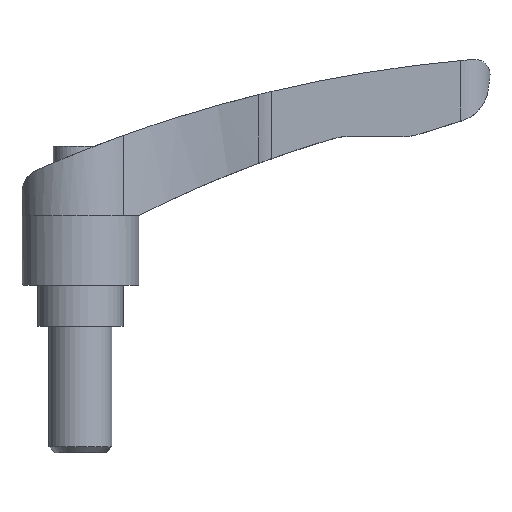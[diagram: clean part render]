
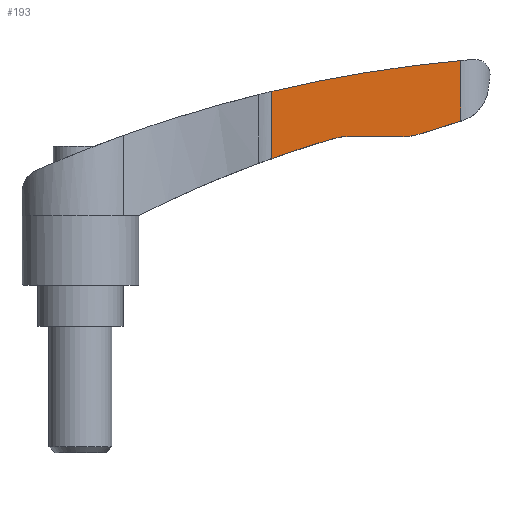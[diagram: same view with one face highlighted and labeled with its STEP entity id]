
A CAD part, top view. The second image highlights one B-rep face of the part: STEP entity #193.
In plain terms, the highlighted planar face has unit normal (0.036, 0, 0.999).
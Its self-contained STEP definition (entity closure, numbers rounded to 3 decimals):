
#193 = ADVANCED_FACE( '', ( #396 ), #397, .F. );
#396 = FACE_OUTER_BOUND( '', #590, .T. );
#397 = PLANE( '', #591 );
#590 = EDGE_LOOP( '', ( #1071, #1072, #1073, #1074, #1075, #1076, #1077, #1078, #1079 ) );
#591 = AXIS2_PLACEMENT_3D( '', #1080, #1081, #1082 );
#1071 = ORIENTED_EDGE( '', *, *, #1146, .T. );
#1072 = ORIENTED_EDGE( '', *, *, #1262, .T. );
#1073 = ORIENTED_EDGE( '', *, *, #1174, .F. );
#1074 = ORIENTED_EDGE( '', *, *, #1266, .F. );
#1075 = ORIENTED_EDGE( '', *, *, #1268, .T. );
#1076 = ORIENTED_EDGE( '', *, *, #1155, .F. );
#1077 = ORIENTED_EDGE( '', *, *, #1101, .F. );
#1078 = ORIENTED_EDGE( '', *, *, #1255, .T. );
#1079 = ORIENTED_EDGE( '', *, *, #1260, .F. );
#1080 = CARTESIAN_POINT( '', ( 30.347, 71., 5.831 ) );
#1081 = DIRECTION( '', ( -0.036, 0., -0.999 ) );
#1082 = DIRECTION( '', ( -0.999, 0., 0.036 ) );
#1101 = EDGE_CURVE( '', #1303, #1304, #1305, .F. );
#1146 = EDGE_CURVE( '', #1374, #1379, #1381, .F. );
#1155 = EDGE_CURVE( '', #1304, #1396, #1397, .F. );
#1174 = EDGE_CURVE( '', #1428, #1430, #1431, .T. );
#1255 = EDGE_CURVE( '', #1303, #1532, #1534, .T. );
#1260 = EDGE_CURVE( '', #1374, #1532, #1539, .T. );
#1262 = EDGE_CURVE( '', #1379, #1430, #1541, .T. );
#1266 = EDGE_CURVE( '', #1544, #1428, #1546, .T. );
#1268 = EDGE_CURVE( '', #1544, #1396, #1548, .T. );
#1303 = VERTEX_POINT( '', #1585 );
#1304 = VERTEX_POINT( '', #1586 );
#1305 = ELLIPSE( '', #1587, 6.985, 6.98 );
#1374 = VERTEX_POINT( '', #1746 );
#1379 = VERTEX_POINT( '', #1752 );
#1381 = ELLIPSE( '', #1755, 9.166, 9.16 );
#1396 = VERTEX_POINT( '', #1779 );
#1397 = ELLIPSE( '', #1780, 175.384, 175.27 );
#1428 = VERTEX_POINT( '', #1843 );
#1430 = VERTEX_POINT( '', #1850 );
#1431 = LINE( '', #1851, #1852 );
#1532 = VERTEX_POINT( '', #2140 );
#1534 = ELLIPSE( '', #2143, 6.985, 6.98 );
#1539 = LINE( '', #2149, #2150 );
#1541 = LINE( '', #2152, #2153 );
#1544 = VERTEX_POINT( '', #2156 );
#1546 = ELLIPSE( '', #2161, 215.941, 215.8 );
#1548 = LINE( '', #2163, #2164 );
#1585 = CARTESIAN_POINT( '', ( 42.239, 30.06, 5.401 ) );
#1586 = CARTESIAN_POINT( '', ( 40.302, 29.786, 5.471 ) );
#1587 = AXIS2_PLACEMENT_3D( '', #2208, #2209, #2210 );
#1746 = CARTESIAN_POINT( '', ( 51.088, 30.06, 5.081 ) );
#1752 = CARTESIAN_POINT( '', ( 53.829, 30.483, 4.982 ) );
#1755 = AXIS2_PLACEMENT_3D( '', #2273, #2274, #2275 );
#1779 = CARTESIAN_POINT( '', ( 30.347, 26.586, 5.831 ) );
#1780 = AXIS2_PLACEMENT_3D( '', #2286, #2287, #2288 );
#1843 = CARTESIAN_POINT( '', ( 60.25, 42.1, 4.75 ) );
#1850 = CARTESIAN_POINT( '', ( 60.25, 32.505, 4.75 ) );
#1851 = CARTESIAN_POINT( '', ( 60.25, 71., 4.75 ) );
#1852 = VECTOR( '', #2322, 1000. );
#2140 = CARTESIAN_POINT( '', ( 42.249, 30.06, 5.401 ) );
#2143 = AXIS2_PLACEMENT_3D( '', #2381, #2382, #2383 );
#2149 = CARTESIAN_POINT( '', ( 42.065, 30.06, 5.407 ) );
#2150 = VECTOR( '', #2385, 1000. );
#2152 = CARTESIAN_POINT( '', ( 44.058, 27.406, 5.335 ) );
#2153 = VECTOR( '', #2386, 1000. );
#2156 = CARTESIAN_POINT( '', ( 30.347, 37.222, 5.831 ) );
#2161 = AXIS2_PLACEMENT_3D( '', #2387, #2388, #2389 );
#2163 = CARTESIAN_POINT( '', ( 30.347, 71., 5.831 ) );
#2164 = VECTOR( '', #2390, 1000. );
#2208 = CARTESIAN_POINT( '', ( 42.239, 23.08, 5.401 ) );
#2209 = DIRECTION( '', ( -0.036, 0., -0.999 ) );
#2210 = DIRECTION( '', ( 0.999, 0., -0.036 ) );
#2273 = CARTESIAN_POINT( '', ( 51.078, 39.22, 5.082 ) );
#2274 = DIRECTION( '', ( -0.036, 0., -0.999 ) );
#2275 = DIRECTION( '', ( 0.999, 0., -0.036 ) );
#2286 = CARTESIAN_POINT( '', ( 88.942, -138.6, 3.713 ) );
#2287 = DIRECTION( '', ( -0.036, 0., -0.999 ) );
#2288 = DIRECTION( '', ( 0.999, 0., -0.036 ) );
#2322 = DIRECTION( '', ( 0., -1., 0. ) );
#2381 = CARTESIAN_POINT( '', ( 42.249, 23.08, 5.401 ) );
#2382 = DIRECTION( '', ( -0.036, 0., -0.999 ) );
#2383 = DIRECTION( '', ( 0.999, 0., -0.036 ) );
#2385 = DIRECTION( '', ( -0.999, 0., 0.036 ) );
#2386 = DIRECTION( '', ( 0.953, 0.3, -0.034 ) );
#2387 = CARTESIAN_POINT( '', ( 79.958, -172.798, 4.038 ) );
#2388 = DIRECTION( '', ( -0.036, 0., -0.999 ) );
#2389 = DIRECTION( '', ( 0.999, 0., -0.036 ) );
#2390 = DIRECTION( '', ( 0., -1., 0. ) );
